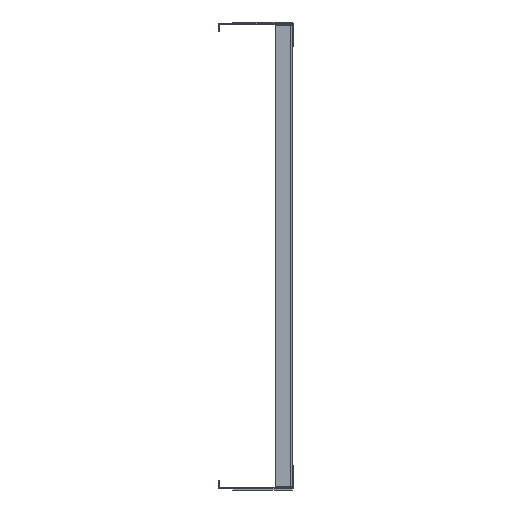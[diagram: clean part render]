
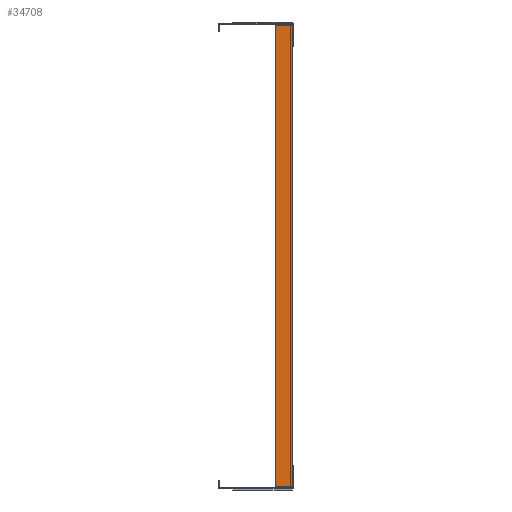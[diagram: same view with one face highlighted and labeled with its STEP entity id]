
A CAD part, left-side view. The second image highlights one B-rep face of the part: STEP entity #34708.
In plain terms, the highlighted planar face has unit normal (-1, 0, 0).
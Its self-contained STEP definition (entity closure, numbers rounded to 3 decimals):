
#753 = ORIENTED_EDGE ( 'NONE', *, *, #56651, .F. ) ;
#1796 = CARTESIAN_POINT ( 'NONE',  ( -1653.776, 158.597, -463.6 ) ) ;
#2427 = ORIENTED_EDGE ( 'NONE', *, *, #40170, .T. ) ;
#3357 = CARTESIAN_POINT ( 'NONE',  ( -1653.776, 158.597, -13.6 ) ) ;
#3721 = VERTEX_POINT ( 'NONE', #1796 ) ;
#3988 = VECTOR ( 'NONE', #16622, 1000. ) ;
#8048 = DIRECTION ( 'NONE',  ( 0., 0., -1. ) ) ;
#8668 = CARTESIAN_POINT ( 'NONE',  ( -1653.776, 158.497, -463.6 ) ) ;
#9855 = VECTOR ( 'NONE', #67665, 1000. ) ;
#9994 = DIRECTION ( 'NONE',  ( 0., -1., 0. ) ) ;
#10108 = LINE ( 'NONE', #12743, #64725 ) ;
#10518 = EDGE_CURVE ( 'NONE', #29059, #11350, #52103, .T. ) ;
#11324 = CARTESIAN_POINT ( 'NONE',  ( -1653.776, 176.497, 8.9 ) ) ;
#11350 = VERTEX_POINT ( 'NONE', #64535 ) ;
#12743 = CARTESIAN_POINT ( 'NONE',  ( -1653.776, 158.597, -463.6 ) ) ;
#14381 = EDGE_CURVE ( 'NONE', #39189, #3721, #10108, .T. ) ;
#14978 = VERTEX_POINT ( 'NONE', #60313 ) ;
#15047 = VERTEX_POINT ( 'NONE', #18461 ) ;
#15332 = CARTESIAN_POINT ( 'NONE',  ( -1653.776, 176.497, -486.1 ) ) ;
#16304 = DIRECTION ( 'NONE',  ( 0., 0., -1. ) ) ;
#16498 = CARTESIAN_POINT ( 'NONE',  ( -1653.776, 176.497, 8.9 ) ) ;
#16622 = DIRECTION ( 'NONE',  ( 0., 0., -1. ) ) ;
#17541 = VECTOR ( 'NONE', #26237, 1000. ) ;
#18058 = DIRECTION ( 'NONE',  ( 0., 1., 0. ) ) ;
#18338 = DIRECTION ( 'NONE',  ( 0., 0., 1. ) ) ;
#18461 = CARTESIAN_POINT ( 'NONE',  ( -1653.776, 158.597, -486.1 ) ) ;
#24324 = EDGE_LOOP ( 'NONE', ( #49061, #51434, #753, #2427, #40960, #42528, #26800, #37863 ) ) ;
#26154 = VERTEX_POINT ( 'NONE', #16498 ) ;
#26237 = DIRECTION ( 'NONE',  ( 0., 0., -1. ) ) ;
#26800 = ORIENTED_EDGE ( 'NONE', *, *, #14381, .F. ) ;
#29059 = VERTEX_POINT ( 'NONE', #3357 ) ;
#29533 = EDGE_CURVE ( 'NONE', #39189, #11350, #39776, .T. ) ;
#31609 = LINE ( 'NONE', #36916, #17541 ) ;
#31861 = LINE ( 'NONE', #37252, #60032 ) ;
#34444 = CARTESIAN_POINT ( 'NONE',  ( -1653.776, 158.597, 11.4 ) ) ;
#34642 = EDGE_CURVE ( 'NONE', #3721, #15047, #31609, .T. ) ;
#34708 = ADVANCED_FACE ( 'NONE', ( #40750 ), #42704, .F. ) ;
#36806 = VECTOR ( 'NONE', #8048, 1000. ) ;
#36916 = CARTESIAN_POINT ( 'NONE',  ( -1653.776, 158.597, -488.6 ) ) ;
#37252 = CARTESIAN_POINT ( 'NONE',  ( -1653.776, 176.497, 8.9 ) ) ;
#37805 = AXIS2_PLACEMENT_3D ( 'NONE', #53076, #48043, #16304 ) ;
#37863 = ORIENTED_EDGE ( 'NONE', *, *, #29533, .T. ) ;
#39189 = VERTEX_POINT ( 'NONE', #8668 ) ;
#39776 = LINE ( 'NONE', #50069, #41420 ) ;
#40170 = EDGE_CURVE ( 'NONE', #26154, #49115, #46259, .T. ) ;
#40750 = FACE_OUTER_BOUND ( 'NONE', #24324, .T. ) ;
#40960 = ORIENTED_EDGE ( 'NONE', *, *, #64113, .T. ) ;
#41420 = VECTOR ( 'NONE', #18338, 1000. ) ;
#41924 = LINE ( 'NONE', #15332, #54349 ) ;
#42528 = ORIENTED_EDGE ( 'NONE', *, *, #34642, .F. ) ;
#42704 = PLANE ( 'NONE',  #37805 ) ;
#46259 = LINE ( 'NONE', #11324, #3988 ) ;
#46760 = CARTESIAN_POINT ( 'NONE',  ( -1653.776, 158.597, -13.6 ) ) ;
#48043 = DIRECTION ( 'NONE',  ( 1., 0., 0. ) ) ;
#49061 = ORIENTED_EDGE ( 'NONE', *, *, #10518, .F. ) ;
#49115 = VERTEX_POINT ( 'NONE', #63458 ) ;
#50069 = CARTESIAN_POINT ( 'NONE',  ( -1653.776, 158.497, -488.221 ) ) ;
#50879 = LINE ( 'NONE', #34444, #36806 ) ;
#51434 = ORIENTED_EDGE ( 'NONE', *, *, #56943, .F. ) ;
#52103 = LINE ( 'NONE', #46760, #9855 ) ;
#53076 = CARTESIAN_POINT ( 'NONE',  ( -1653.776, 176.497, 8.9 ) ) ;
#54349 = VECTOR ( 'NONE', #9994, 1000. ) ;
#56651 = EDGE_CURVE ( 'NONE', #26154, #14978, #31861, .T. ) ;
#56943 = EDGE_CURVE ( 'NONE', #14978, #29059, #50879, .T. ) ;
#58297 = DIRECTION ( 'NONE',  ( 0., -1., 0. ) ) ;
#60032 = VECTOR ( 'NONE', #58297, 1000. ) ;
#60313 = CARTESIAN_POINT ( 'NONE',  ( -1653.776, 158.597, 8.9 ) ) ;
#63458 = CARTESIAN_POINT ( 'NONE',  ( -1653.776, 176.497, -486.1 ) ) ;
#64113 = EDGE_CURVE ( 'NONE', #49115, #15047, #41924, .T. ) ;
#64535 = CARTESIAN_POINT ( 'NONE',  ( -1653.776, 158.497, -13.6 ) ) ;
#64725 = VECTOR ( 'NONE', #18058, 1000. ) ;
#67665 = DIRECTION ( 'NONE',  ( 0., -1., 0. ) ) ;
